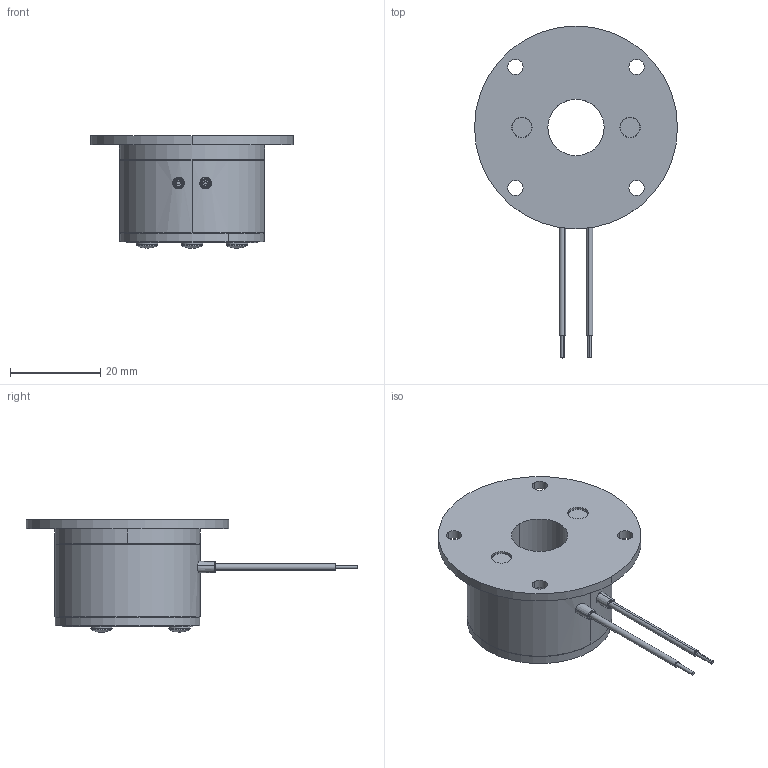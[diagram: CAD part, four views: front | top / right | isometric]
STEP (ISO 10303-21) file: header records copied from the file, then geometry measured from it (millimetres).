
FILE_DESCRIPTION (( 'STEP AP214' ), '1' );
FILE_NAME ('dr_bk_02P1-110_mu.STEP', '2024-05-27T07:17:35', ( '' ), ( '' ), 'SwSTEP 2.0', 'SolidWorks 2022', '' );
FILE_SCHEMA (( 'AUTOMOTIVE_DESIGN' ));
Length unit declared in the file: millimetre
Products named in the file (7): 10068730_000; 10068729_000_genietet (1,35 mm Klemmlänge Ø2,5); 10068732_000_gespannt; dr_bk_02P1-110_mu; 10069008_000; 10068957_000; 10069009_000
Assembly tree (10 placements, depth 3):
  dr_bk_02P1-110_mu
    10068957_000
    10069008_000
      10069009_000
      10068730_000
      10068732_000_gespannt  x3
      10068729_000_genietet (1,35 mm Klemmlänge Ø2,5)  x3
Bounding box: 45 x 73.6 x 24.95 mm (x, y, z)
Volume: 17649.7 mm3; surface area: 9163.4 mm2
Topology: 11 solids, 11 shells, 202 faces, 444 edges, 272 vertices
Faces by surface type: cylinder 104, cone 44, plane 28, torus 20, sphere 6
Entity records: 5537 total; most frequent: DIRECTION 850, CARTESIAN_POINT 840, ORIENTED_EDGE 652, AXIS2_PLACEMENT_3D 370, EDGE_CURVE 326, CIRCLE 208, VERTEX_POINT 204, EDGE_LOOP 200
